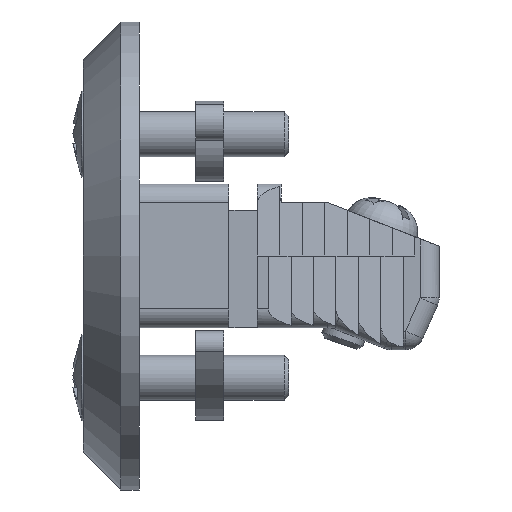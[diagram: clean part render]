
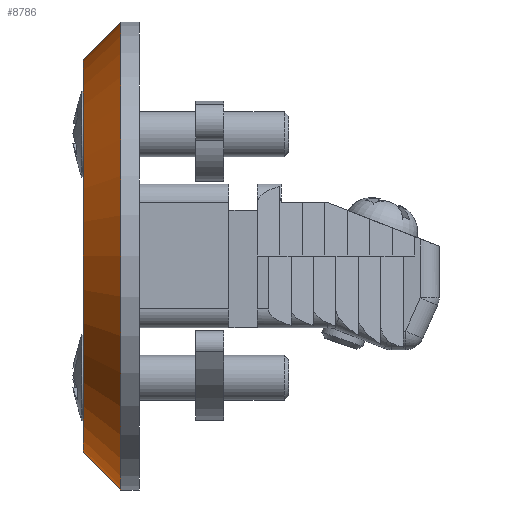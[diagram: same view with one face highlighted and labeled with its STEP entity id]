
A CAD part, left-side view. The second image highlights one B-rep face of the part: STEP entity #8786.
In plain terms, the highlighted conical face has half-angle 45 degrees and reference radius 10.5 mm.
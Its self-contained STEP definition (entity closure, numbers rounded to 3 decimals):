
#244 = DIRECTION ( 'NONE',  ( 0., 0., 1. ) ) ;
#369 = FACE_OUTER_BOUND ( 'NONE', #9177, .T. ) ;
#491 = CARTESIAN_POINT ( 'NONE',  ( 0., -2., 12.5 ) ) ;
#815 = EDGE_CURVE ( 'NONE', #8390, #1950, #15236, .T. ) ;
#884 = CARTESIAN_POINT ( 'NONE',  ( 0., 0., -10.5 ) ) ;
#942 = DIRECTION ( 'NONE',  ( 0., -0.707, -0.707 ) ) ;
#1068 = VECTOR ( 'NONE', #4416, 1000. ) ;
#1699 = ORIENTED_EDGE ( 'NONE', *, *, #15533, .F. ) ;
#1950 = VERTEX_POINT ( 'NONE', #9097 ) ;
#2151 = ORIENTED_EDGE ( 'NONE', *, *, #10325, .F. ) ;
#2921 = CARTESIAN_POINT ( 'NONE',  ( 0., 0., 0. ) ) ;
#4127 = CARTESIAN_POINT ( 'NONE',  ( 0., -2., 0. ) ) ;
#4416 = DIRECTION ( 'NONE',  ( 0., -0.707, 0.707 ) ) ;
#4459 = DIRECTION ( 'NONE',  ( 0., 0., 1. ) ) ;
#5637 = AXIS2_PLACEMENT_3D ( 'NONE', #12188, #5830, #4459 ) ;
#5784 = CARTESIAN_POINT ( 'NONE',  ( 0., 0., 10.5 ) ) ;
#5830 = DIRECTION ( 'NONE',  ( 0., 1., 0. ) ) ;
#5996 = CARTESIAN_POINT ( 'NONE',  ( 0., 0., -10.5 ) ) ;
#7562 = VECTOR ( 'NONE', #942, 1000. ) ;
#7959 = DIRECTION ( 'NONE',  ( 0., 0., -1. ) ) ;
#8325 = ORIENTED_EDGE ( 'NONE', *, *, #815, .T. ) ;
#8390 = VERTEX_POINT ( 'NONE', #5996 ) ;
#8417 = CONICAL_SURFACE ( 'NONE', #10615, 10.5, 0.785 ) ;
#8786 = ADVANCED_FACE ( 'NONE', ( #369 ), #8417, .T. ) ;
#8937 = LINE ( 'NONE', #14854, #1068 ) ;
#9097 = CARTESIAN_POINT ( 'NONE',  ( 0., -2., -12.5 ) ) ;
#9177 = EDGE_LOOP ( 'NONE', ( #2151, #1699, #8325, #15789 ) ) ;
#10325 = EDGE_CURVE ( 'NONE', #13551, #15997, #8937, .T. ) ;
#10348 = CIRCLE ( 'NONE', #5637, 10.5 ) ;
#10615 = AXIS2_PLACEMENT_3D ( 'NONE', #2921, #11898, #7959 ) ;
#11231 = EDGE_CURVE ( 'NONE', #15997, #1950, #13475, .T. ) ;
#11898 = DIRECTION ( 'NONE',  ( 0., -1., 0. ) ) ;
#12188 = CARTESIAN_POINT ( 'NONE',  ( 0., 0., 0. ) ) ;
#13140 = DIRECTION ( 'NONE',  ( 0., -1., 0. ) ) ;
#13475 = CIRCLE ( 'NONE', #15486, 12.5 ) ;
#13551 = VERTEX_POINT ( 'NONE', #5784 ) ;
#14854 = CARTESIAN_POINT ( 'NONE',  ( 0., 0., 10.5 ) ) ;
#15236 = LINE ( 'NONE', #884, #7562 ) ;
#15486 = AXIS2_PLACEMENT_3D ( 'NONE', #4127, #13140, #244 ) ;
#15533 = EDGE_CURVE ( 'NONE', #8390, #13551, #10348, .T. ) ;
#15789 = ORIENTED_EDGE ( 'NONE', *, *, #11231, .F. ) ;
#15997 = VERTEX_POINT ( 'NONE', #491 ) ;
